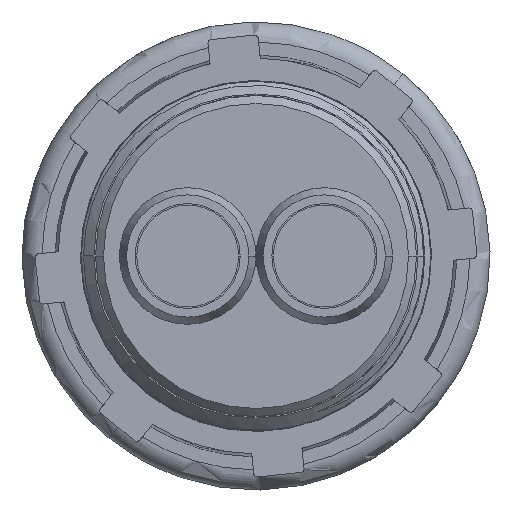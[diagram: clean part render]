
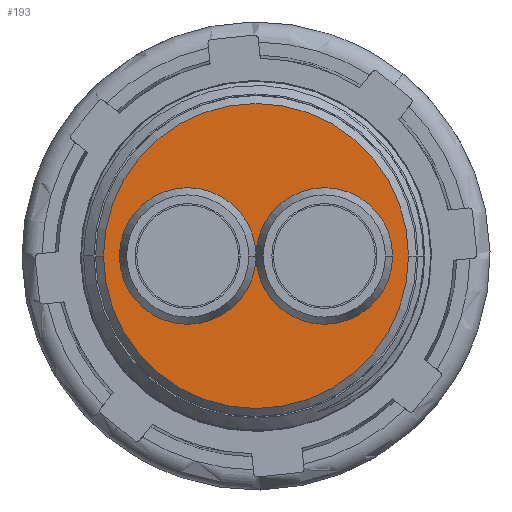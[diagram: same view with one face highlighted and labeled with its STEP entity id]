
A CAD part, front view. The second image highlights one B-rep face of the part: STEP entity #193.
In plain terms, the highlighted planar face has unit normal (0, -1, 0).
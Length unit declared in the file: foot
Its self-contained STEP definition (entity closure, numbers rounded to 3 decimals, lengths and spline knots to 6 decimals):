
#7 = PLANE ( 'NONE',  #4093 ) ;
#117 = CARTESIAN_POINT ( 'NONE',  ( 0.031496, 0., 0. ) ) ;
#193 = ADVANCED_FACE ( 'NONE', ( #1373, #4147 ), #7, .T. ) ;
#355 = DIRECTION ( 'NONE',  ( 1., 0., 0. ) ) ;
#372 = CARTESIAN_POINT ( 'NONE',  ( 0., 0., 0. ) ) ;
#658 = ORIENTED_EDGE ( 'NONE', *, *, #10279, .F. ) ;
#809 = CIRCLE ( 'NONE', #2851, 0.014108 ) ;
#856 = CIRCLE ( 'NONE', #8809, 0.014108 ) ;
#923 = CARTESIAN_POINT ( 'NONE',  ( 0.014108, 0., 0. ) ) ;
#1373 = FACE_BOUND ( 'NONE', #4713, .T. ) ;
#1546 = DIRECTION ( 'NONE',  ( -1., 0., 0. ) ) ;
#2086 = CIRCLE ( 'NONE', #11459, 0.031496 ) ;
#2103 = DIRECTION ( 'NONE',  ( 1., 0., 0. ) ) ;
#2188 = VERTEX_POINT ( 'NONE', #11612 ) ;
#2227 = DIRECTION ( 'NONE',  ( 1., 0., 0. ) ) ;
#2354 = CIRCLE ( 'NONE', #10479, 0.014108 ) ;
#2401 = CARTESIAN_POINT ( 'NONE',  ( 0., 0., 0. ) ) ;
#2709 = VERTEX_POINT ( 'NONE', #10925 ) ;
#2708 = CARTESIAN_POINT ( 'NONE',  ( 0.028215, 0., 0. ) ) ;
#2851 = AXIS2_PLACEMENT_3D ( 'NONE', #14500, #7404, #355 ) ;
#2873 = VERTEX_POINT ( 'NONE', #7572 ) ;
#3092 = DIRECTION ( 'NONE',  ( -1., 0., 0. ) ) ;
#3254 = VERTEX_POINT ( 'NONE', #4739 ) ;
#3300 = VERTEX_POINT ( 'NONE', #117 ) ;
#3579 = DIRECTION ( 'NONE',  ( -1., 0., 0. ) ) ;
#3628 = DIRECTION ( 'NONE',  ( 0., -1., 0. ) ) ;
#4016 = ORIENTED_EDGE ( 'NONE', *, *, #9506, .F. ) ;
#4093 = AXIS2_PLACEMENT_3D ( 'NONE', #9423, #4720, #13016 ) ;
#4147 = FACE_OUTER_BOUND ( 'NONE', #9012, .T. ) ;
#4348 = ORIENTED_EDGE ( 'NONE', *, *, #13767, .F. ) ;
#4713 = EDGE_LOOP ( 'NONE', ( #9887, #4348, #7705, #8756, #4016, #11604 ) ) ;
#4720 = DIRECTION ( 'NONE',  ( 0., -1., 0. ) ) ;
#4739 = CARTESIAN_POINT ( 'NONE',  ( 0.000001, 0., 0.000164 ) ) ;
#4898 = VERTEX_POINT ( 'NONE', #14554 ) ;
#6037 = VECTOR ( 'NONE', #2227, 3.28084 ) ;
#6427 = EDGE_CURVE ( 'NONE', #2188, #15115, #12981, .T. ) ;
#6617 = DIRECTION ( 'NONE',  ( 0., -1., 0. ) ) ;
#7404 = DIRECTION ( 'NONE',  ( 0., -1., 0. ) ) ;
#7445 = ORIENTED_EDGE ( 'NONE', *, *, #15144, .F. ) ;
#7503 = VECTOR ( 'NONE', #3092, 3.28084 ) ;
#7572 = CARTESIAN_POINT ( 'NONE',  ( -0.031496, 0., 0. ) ) ;
#7705 = ORIENTED_EDGE ( 'NONE', *, *, #10723, .F. ) ;
#8614 = DIRECTION ( 'NONE',  ( 0., 1., 0. ) ) ;
#8756 = ORIENTED_EDGE ( 'NONE', *, *, #9191, .F. ) ;
#8809 = AXIS2_PLACEMENT_3D ( 'NONE', #923, #9167, #2103 ) ;
#9012 = EDGE_LOOP ( 'NONE', ( #658, #7445 ) ) ;
#9167 = DIRECTION ( 'NONE',  ( 0., -1., 0. ) ) ;
#9191 = EDGE_CURVE ( 'NONE', #4898, #2709, #12349, .T. ) ;
#9344 = CIRCLE ( 'NONE', #12283, 0.031496 ) ;
#9423 = CARTESIAN_POINT ( 'NONE',  ( 0., 0., 0. ) ) ;
#9506 = EDGE_CURVE ( 'NONE', #15115, #4898, #2354, .T. ) ;
#9730 = VERTEX_POINT ( 'NONE', #2708 ) ;
#9887 = ORIENTED_EDGE ( 'NONE', *, *, #10554, .F. ) ;
#10154 = CARTESIAN_POINT ( 'NONE',  ( -0.000001, 0., 0.000164 ) ) ;
#10279 = EDGE_CURVE ( 'NONE', #2873, #3300, #9344, .T. ) ;
#10474 = CARTESIAN_POINT ( 'NONE',  ( -0.000001, 0., -0.000164 ) ) ;
#10479 = AXIS2_PLACEMENT_3D ( 'NONE', #10689, #3628, #11884 ) ;
#10533 = AXIS2_PLACEMENT_3D ( 'NONE', #13721, #6617, #14917 ) ;
#10554 = EDGE_CURVE ( 'NONE', #3254, #2188, #14165, .T. ) ;
#10653 = DIRECTION ( 'NONE',  ( 0., 1., 0. ) ) ;
#10689 = CARTESIAN_POINT ( 'NONE',  ( -0.014108, 0., 0. ) ) ;
#10723 = EDGE_CURVE ( 'NONE', #2709, #9730, #856, .T. ) ;
#10925 = CARTESIAN_POINT ( 'NONE',  ( 0.000001, 0., -0.000164 ) ) ;
#11459 = AXIS2_PLACEMENT_3D ( 'NONE', #2401, #10653, #3579 ) ;
#11604 = ORIENTED_EDGE ( 'NONE', *, *, #6427, .F. ) ;
#11612 = CARTESIAN_POINT ( 'NONE',  ( -0.000001, 0., 0.000164 ) ) ;
#11884 = DIRECTION ( 'NONE',  ( 1., 0., 0. ) ) ;
#12283 = AXIS2_PLACEMENT_3D ( 'NONE', #372, #8614, #1546 ) ;
#12349 = LINE ( 'NONE', #10474, #6037 ) ;
#12981 = CIRCLE ( 'NONE', #10533, 0.014108 ) ;
#13016 = DIRECTION ( 'NONE',  ( 1., 0., 0. ) ) ;
#13721 = CARTESIAN_POINT ( 'NONE',  ( -0.014108, 0., 0. ) ) ;
#13767 = EDGE_CURVE ( 'NONE', #9730, #3254, #809, .T. ) ;
#14165 = LINE ( 'NONE', #10154, #7503 ) ;
#14500 = CARTESIAN_POINT ( 'NONE',  ( 0.014108, 0., 0. ) ) ;
#14554 = CARTESIAN_POINT ( 'NONE',  ( -0.000001, 0., -0.000164 ) ) ;
#14917 = DIRECTION ( 'NONE',  ( 1., 0., 0. ) ) ;
#15115 = VERTEX_POINT ( 'NONE', #15338 ) ;
#15144 = EDGE_CURVE ( 'NONE', #3300, #2873, #2086, .T. ) ;
#15338 = CARTESIAN_POINT ( 'NONE',  ( -0.028215, 0., 0. ) ) ;
